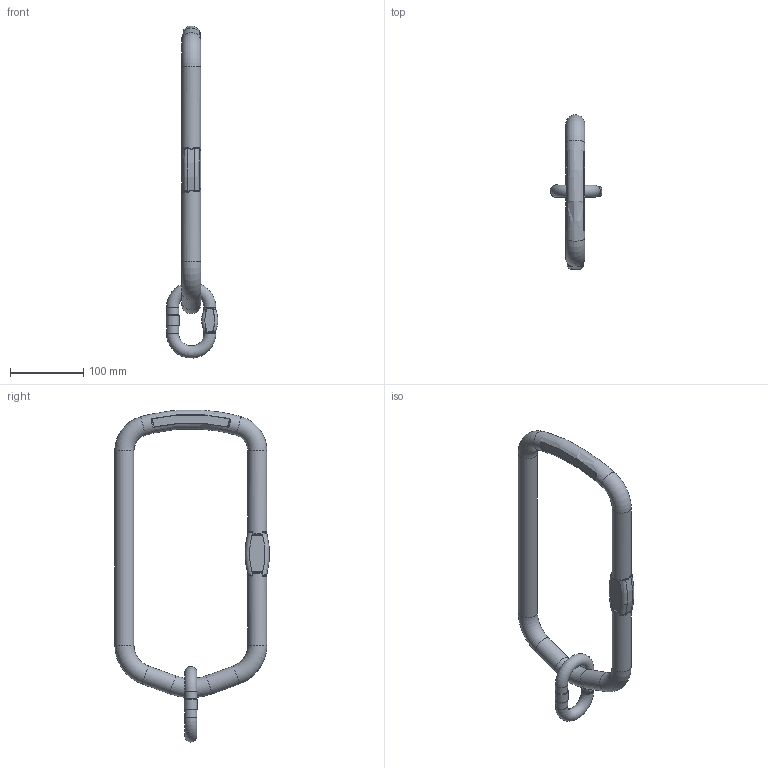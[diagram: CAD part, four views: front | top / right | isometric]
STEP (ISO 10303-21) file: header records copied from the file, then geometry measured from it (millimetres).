
FILE_DESCRIPTION(/* description */ (''),/* implementation_level */ '2;1');
FILE_NAME(/* name */ 'VLWP_1-10.stp',/* time_stamp */ '2018-02-23T11:33:01+01:00',/* author */ (''),/* organization */ (''),/* preprocessor_version */ 'ST-DEVELOPER v16',/* originating_system */ 'SIEMENS PLM Software NX 11.0',/* authorisation */ '');
FILE_SCHEMA (('AUTOMOTIVE_DESIGN { 1 0 10303 214 3 1 1 1 }'));
Length unit declared in the file: millimetre
Products named in the file (1): kch3EC42524llr7
Bounding box: 70.27 x 210.12 x 452.01 mm (x, y, z)
Volume: 578936.2 mm3; surface area: 94185.8 mm2
Topology: 2 solids, 2 shells, 256 faces, 626 edges, 371 vertices
Faces by surface type: bspline 112, plane 50, cylinder 38, torus 26, extrusion 20, cone 10
Full cylindrical faces by diameter (mm): 16.5 x2, 17.738 x1, 26 x5
Entity records: 10772 total; most frequent: CARTESIAN_POINT 5851, ORIENTED_EDGE 1182, DIRECTION 732, EDGE_CURVE 591, VERTEX_POINT 362, B_SPLINE_CURVE_WITH_KNOTS 325, AXIS2_PLACEMENT_3D 301, EDGE_LOOP 283
